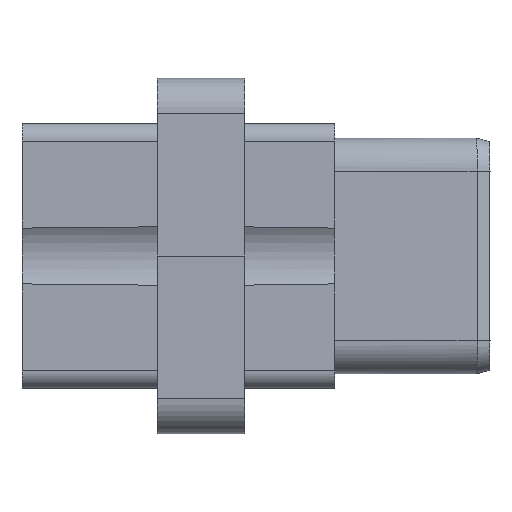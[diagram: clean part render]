
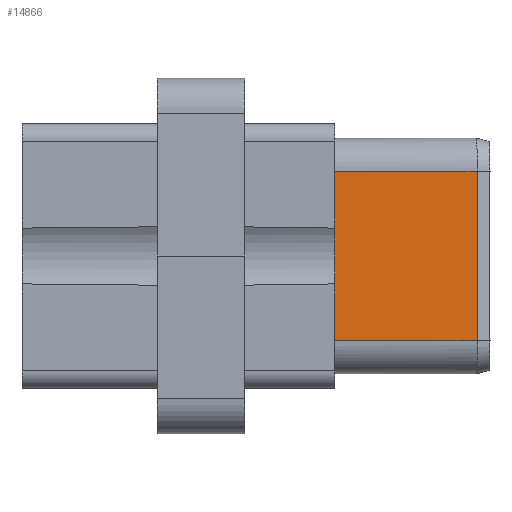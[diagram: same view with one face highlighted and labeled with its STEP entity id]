
A CAD part, front view. The second image highlights one B-rep face of the part: STEP entity #14866.
In plain terms, the highlighted planar face has unit normal (0.011, -1, 0).
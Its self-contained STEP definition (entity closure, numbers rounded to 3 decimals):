
#153=DIRECTION('',(0.,0.,1.));
#154=VECTOR('',#153,9.65);
#155=CARTESIAN_POINT('',(10.125,-20.93,-4.825));
#156=LINE('',#155,#154);
#4571=CARTESIAN_POINT('',(18.234,-20.838,4.825));
#4572=CARTESIAN_POINT('',(18.234,-20.838,3.753));
#4573=CARTESIAN_POINT('',(18.235,-20.838,1.608));
#4574=CARTESIAN_POINT('',(18.235,-20.838,
-1.608));
#4575=CARTESIAN_POINT('',(18.235,-20.838,
-3.753));
#4576=CARTESIAN_POINT('',(18.235,-20.838,
-4.825));
#4578=CARTESIAN_POINT('',(10.125,-20.93,-4.825));
#4579=CARTESIAN_POINT('',(11.026,-20.92,-4.825));
#4580=CARTESIAN_POINT('',(12.828,-20.899,
-4.825));
#4581=CARTESIAN_POINT('',(15.532,-20.869,
-4.825));
#4582=CARTESIAN_POINT('',(17.334,-20.848,
-4.825));
#4583=CARTESIAN_POINT('',(18.235,-20.838,
-4.825));
#4585=DIRECTION('',(1.,0.011,0.));
#4586=VECTOR('',#4585,8.11);
#4587=CARTESIAN_POINT('',(10.125,-20.93,4.825));
#4588=LINE('',#4587,#4586);
#4589=CARTESIAN_POINT('',(18.235,-20.838,
-4.825));
#4896=CARTESIAN_POINT('',(18.234,-20.838,4.825));
#9394=CARTESIAN_POINT('',(10.125,-20.93,-4.825));
#9395=CARTESIAN_POINT('',(10.125,-20.93,4.825));
#9396=VERTEX_POINT('',#9394);
#9397=VERTEX_POINT('',#9395);
#9428=VERTEX_POINT('',#4589);
#9449=VERTEX_POINT('',#4896);
#14853=CARTESIAN_POINT('',(14.535,-20.88,0.));
#14854=DIRECTION('',(0.011,-1.,0.));
#14855=DIRECTION('',(0.,0.,1.));
#14856=AXIS2_PLACEMENT_3D('',#14853,#14854,#14855);
#14857=PLANE('',#14856);
#14858=ORIENTED_EDGE('',*,*,#14847,.T.);
#14860=ORIENTED_EDGE('',*,*,#14859,.F.);
#14861=ORIENTED_EDGE('',*,*,#11210,.T.);
#14863=ORIENTED_EDGE('',*,*,#14862,.T.);
#14864=EDGE_LOOP('',(#14858,#14860,#14861,#14863));
#14865=FACE_OUTER_BOUND('',#14864,.F.);
#14866=ADVANCED_FACE('',(#14865),#14857,.T.);
#4577=B_SPLINE_CURVE_WITH_KNOTS('',3,(#4571,#4572,#4573,#4574,#4575,#4576),
.UNSPECIFIED.,.F.,.F.,(4,1,1,4),(0.,0.333,0.667,1.),
.UNSPECIFIED.);
#4584=B_SPLINE_CURVE_WITH_KNOTS('',3,(#4578,#4579,#4580,#4581,#4582,#4583),
.UNSPECIFIED.,.F.,.F.,(4,1,1,4),(0.,0.333,0.667,1.),
.UNSPECIFIED.);
#11210=EDGE_CURVE('',#9396,#9397,#156,.T.);
#14847=EDGE_CURVE('',#9449,#9428,#4577,.T.);
#14859=EDGE_CURVE('',#9396,#9428,#4584,.T.);
#14862=EDGE_CURVE('',#9397,#9449,#4588,.T.);
